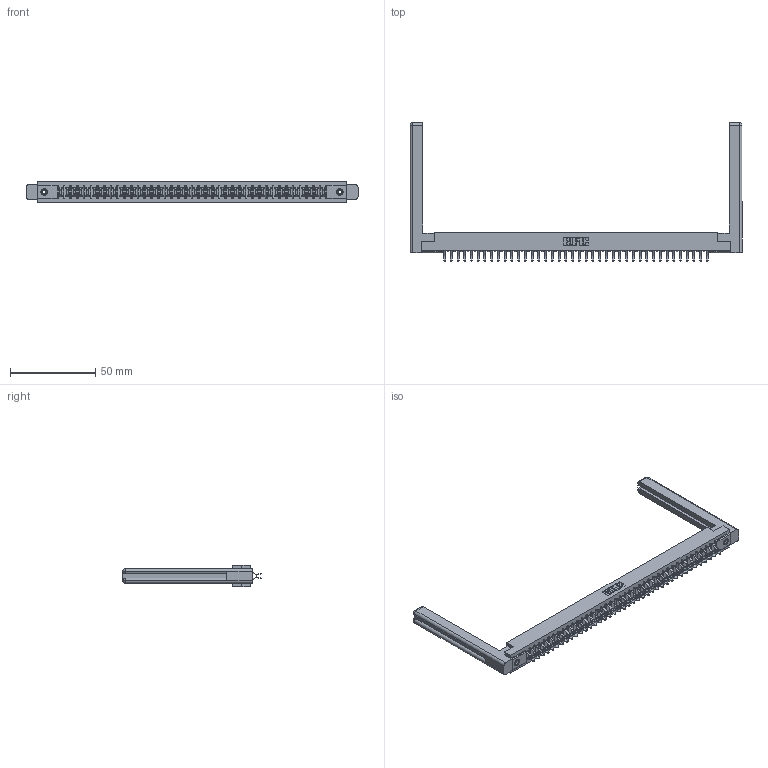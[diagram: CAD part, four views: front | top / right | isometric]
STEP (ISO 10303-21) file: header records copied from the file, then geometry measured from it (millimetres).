
FILE_DESCRIPTION (( 'STEP AP203' ), '1' );
FILE_NAME ('307-080-556-258.STEP', '2019-09-07T00:06:27', ( '' ), ( '' ), 'SwSTEP 2.0', 'SolidWorks 2016', '' );
FILE_SCHEMA (( 'CONFIG_CONTROL_DESIGN' ));
Length unit declared in the file: inch
Products named in the file (5): 307-290-001_556; 345-250-001_345-250-001-102; 307 Part_.156 Dia Mounting Holes; 307-220-058; 307-080-556-258
Assembly tree (85 placements, depth 2):
  307-080-556-258
    307 Part_.156 Dia Mounting Holes
    307-290-001_556  x80
    307-220-058  x2
    345-250-001_345-250-001-102  x2
Bounding box: 195.12 x 81.28 x 12.7 mm (x, y, z)
Volume: 27849.7 mm3; surface area: 29994.9 mm2
Topology: 85 solids, 85 shells, 4301 faces, 12037 edges, 7794 vertices
Faces by surface type: plane 2794, cylinder 1401, sphere 82, torus 12, cone 12
Entity records: 38555 total; most frequent: CARTESIAN_POINT 6327, ORIENTED_EDGE 6212, DIRECTION 6156, EDGE_CURVE 3106, LINE 2378, VECTOR 2378, VERTEX_POINT 2006, AXIS2_PLACEMENT_3D 1889
